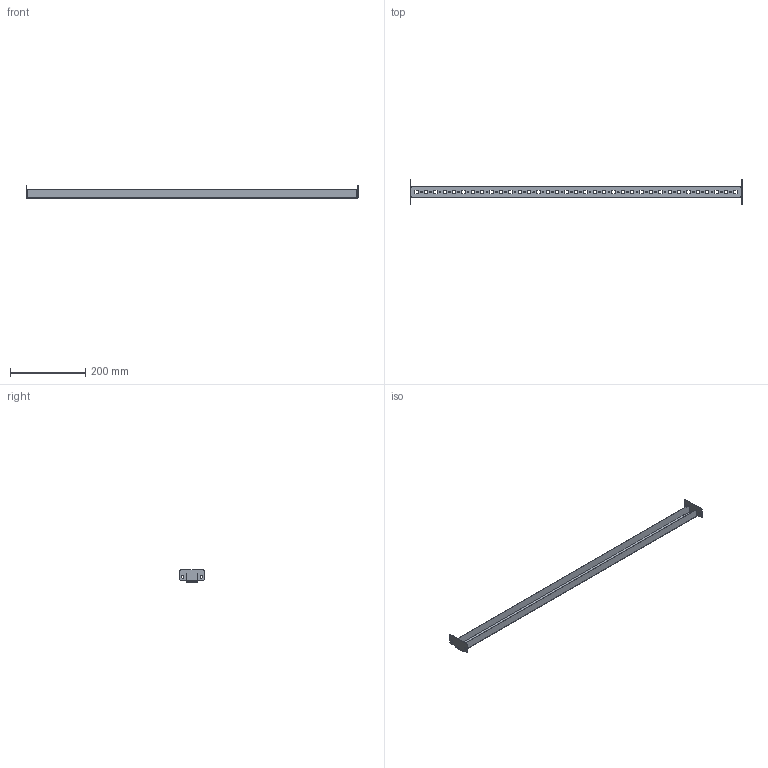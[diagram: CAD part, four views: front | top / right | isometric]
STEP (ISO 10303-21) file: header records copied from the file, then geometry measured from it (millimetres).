
FILE_DESCRIPTION (( 'STEP AP203' ), '1' );
FILE_NAME ('AC00C441quest.step', '2011-03-18T07:53:02', ( 'User' ), ( 'DKC' ), 'SwSTEP 2.0', 'SolidWorks 2011', '' );
FILE_SCHEMA (( 'CONFIG_CONTROL_DESIGN' ));
Length unit declared in the file: millimetre
Products named in the file (1): AC00C441quest
Bounding box: 885 x 66 x 32.4 mm (x, y, z)
Volume: 76442.9 mm3; surface area: 132138.3 mm2
Topology: 1 solids, 1 shells, 278 faces, 796 edges, 520 vertices
Faces by surface type: plane 186, cylinder 92
Entity records: 9397 total; most frequent: CARTESIAN_POINT 1595, ORIENTED_EDGE 1592, DIRECTION 1538, EDGE_CURVE 796, LINE 612, VECTOR 612, VERTEX_POINT 520, AXIS2_PLACEMENT_3D 463
